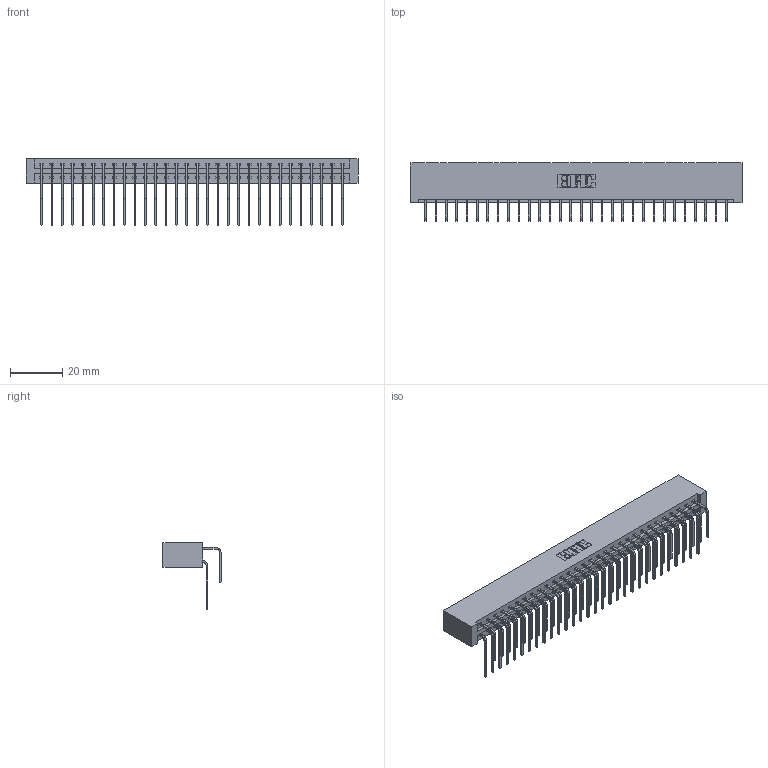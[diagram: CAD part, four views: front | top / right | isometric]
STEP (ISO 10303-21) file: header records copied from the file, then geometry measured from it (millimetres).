
FILE_DESCRIPTION (( 'STEP AP203' ), '1' );
FILE_NAME ('387-060-558-201.STEP', '2018-09-21T04:04:14', ( '' ), ( '' ), 'SwSTEP 2.0', 'SolidWorks 2016', '' );
FILE_SCHEMA (( 'CONFIG_CONTROL_DESIGN' ));
Length unit declared in the file: inch
Products named in the file (4): 337 Part_No Mounting Lugs; 345-292-001_558 559 Tail - 1; 345-292-001_558 Tail - 2; 387-060-558-201
Assembly tree (61 placements, depth 2):
  387-060-558-201
    337 Part_No Mounting Lugs
    345-292-001_558 559 Tail - 1  x30
    345-292-001_558 Tail - 2  x30
Bounding box: 126.75 x 22.17 x 25.53 mm (x, y, z)
Volume: 14304.6 mm3; surface area: 17848.9 mm2
Topology: 61 solids, 61 shells, 3466 faces, 10307 edges, 6790 vertices
Faces by surface type: plane 2466, cylinder 1000
Entity records: 26319 total; most frequent: CARTESIAN_POINT 4489, ORIENTED_EDGE 4374, DIRECTION 3815, EDGE_CURVE 2187, LINE 2027, VECTOR 2027, VERTEX_POINT 1454, AXIS2_PLACEMENT_3D 894
